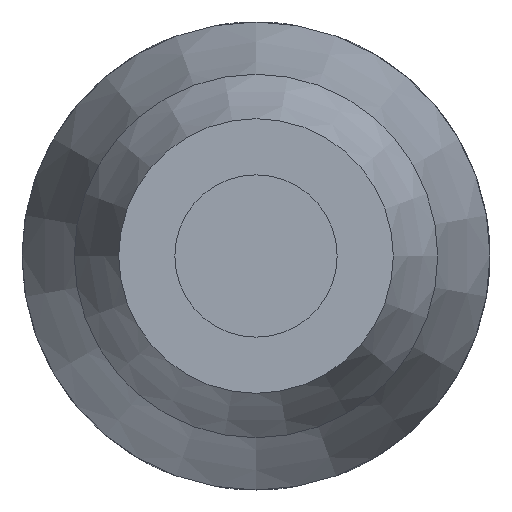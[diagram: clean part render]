
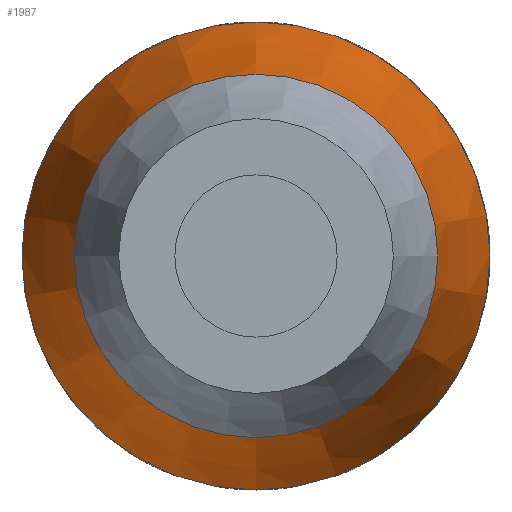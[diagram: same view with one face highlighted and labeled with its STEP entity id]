
A CAD part, left-side view. The second image highlights one B-rep face of the part: STEP entity #1987.
In plain terms, the highlighted conical face has half-angle 13.36 degrees and reference radius 7.5 mm.
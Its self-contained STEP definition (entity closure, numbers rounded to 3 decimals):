
#442=CONICAL_SURFACE('',#6593,7.5,13.36);
#1771=FACE_BOUND('',#2848,.T.);
#1772=FACE_BOUND('',#2849,.T.);
#1987=ADVANCED_FACE('F131',(#1771,#1772),#442,.T.);
#2848=EDGE_LOOP('',(#3750));
#2849=EDGE_LOOP('',(#3751));
#3750=ORIENTED_EDGE('',*,*,#5795,.T.);
#3751=ORIENTED_EDGE('',*,*,#5796,.F.);
#5093=VERTEX_POINT('',#10447);
#5094=VERTEX_POINT('',#10450);
#5795=EDGE_CURVE('E312',#5093,#5093,#6418,.T.);
#5796=EDGE_CURVE('E310',#5094,#5094,#6419,.T.);
#6418=CIRCLE('',#6590,7.5);
#6419=CIRCLE('',#6592,5.6);
#6590=AXIS2_PLACEMENT_3D('',#10446,#7055,#7056);
#6592=AXIS2_PLACEMENT_3D('',#10449,#7059,#7060);
#6593=AXIS2_PLACEMENT_3D('',#10451,#7061,#7062);
#7055=DIRECTION('',(-1.,0.,0.));
#7056=DIRECTION('',(0.,-1.,0.));
#7059=DIRECTION('',(-1.,0.,0.));
#7060=DIRECTION('',(0.,0.,1.));
#7061=DIRECTION('',(1.,0.,0.));
#7062=DIRECTION('',(0.,1.,0.));
#10446=CARTESIAN_POINT('',(159.601,0.,0.));
#10447=CARTESIAN_POINT('',(159.601,-7.5,0.));
#10449=CARTESIAN_POINT('',(151.601,0.,0.));
#10450=CARTESIAN_POINT('',(151.601,0.,5.6));
#10451=CARTESIAN_POINT('',(159.601,0.,0.));
